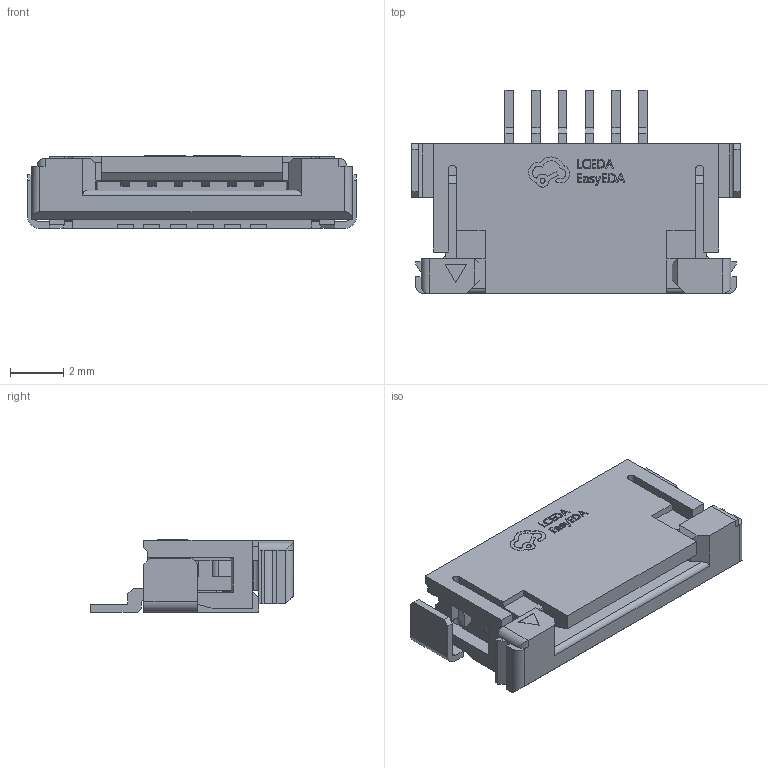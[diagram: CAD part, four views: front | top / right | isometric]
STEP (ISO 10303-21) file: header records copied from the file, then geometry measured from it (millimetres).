
FILE_DESCRIPTION (( 'STEP AP214' ), '1' );
FILE_NAME ('CONN-SMD_5P-P1.00_522070660.STEP', '2022-07-25T02:43:01', ( 'PC' ), ( 'Microsoft' ), 'SwSTEP 2.0', 'SolidWorks 2020', '' );
FILE_SCHEMA (( 'AUTOMOTIVE_DESIGN' ));
Length unit declared in the file: millimetre
Products named in the file (1): CONN-SMD_5P-P1.00_522070660
Bounding box: 12.3 x 7.6 x 2.71 mm (x, y, z)
Volume: 132.5 mm3; surface area: 445.7 mm2
Topology: 1 solids, 1 shells, 654 faces, 1910 edges, 1258 vertices
Faces by surface type: plane 511, bspline 98, cylinder 45
Entity records: 29116 total; most frequent: CARTESIAN_POINT 5147, ORIENTED_EDGE 3820, DIRECTION 2900, EDGE_CURVE 1910, LINE 1622, VECTOR 1622, VERTEX_POINT 1258, EDGE_LOOP 688
